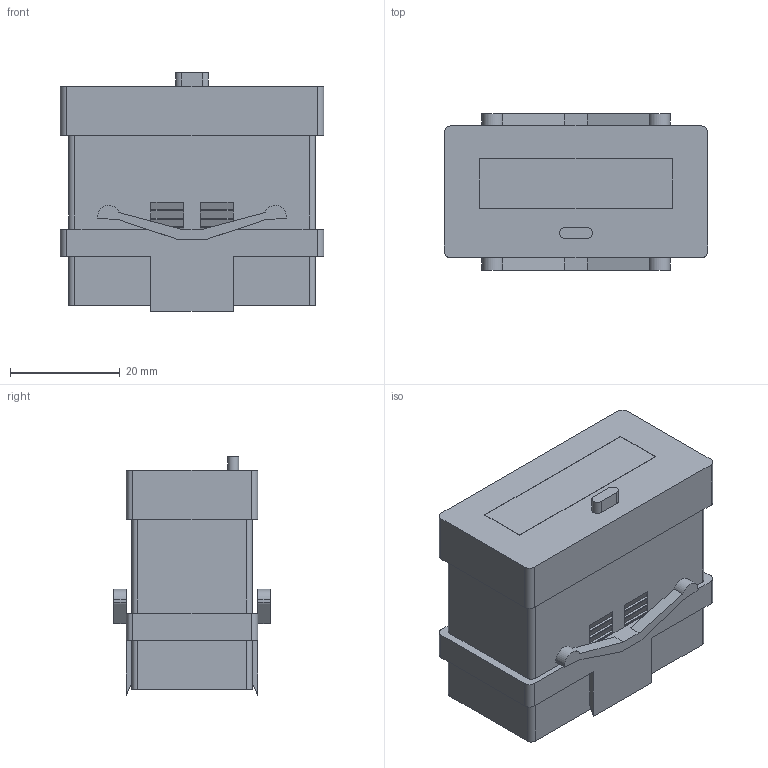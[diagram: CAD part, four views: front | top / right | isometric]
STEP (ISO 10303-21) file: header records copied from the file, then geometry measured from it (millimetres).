
FILE_DESCRIPTION(/* description */ ('STEP AP214'),/* implementation_level */ '2;1');
FILE_NAME(/* name */ '549403_CCES-P-C8-E',/* time_stamp */ '2024-08-05T16:35:36+02:00',/* author */ ('License CC BY-ND 4.0'),/* organization */ ('CADENAS'),/* preprocessor_version */ 'ST-DEVELOPER v19.3',/* originating_system */ 'PARTsolutions',/* authorisation */ ' ');
FILE_SCHEMA (('AUTOMOTIVE_DESIGN {1 0 10303 214 3 1 1}'));
Length unit declared in the file: millimetre
Products named in the file (1): 549403 CCES-P-C8-E
Bounding box: 48 x 28.5 x 43.5 mm (x, y, z)
Volume: 35967.2 mm3; surface area: 9941.9 mm2
Topology: 1 solids, 1 shells, 166 faces, 432 edges, 282 vertices
Faces by surface type: plane 144, cylinder 22
Entity records: 6187 total; most frequent: CARTESIAN_POINT 881, ORIENTED_EDGE 864, DIRECTION 810, EDGE_CURVE 432, LINE 388, VECTOR 388, VERTEX_POINT 282, AXIS2_PLACEMENT_3D 211
